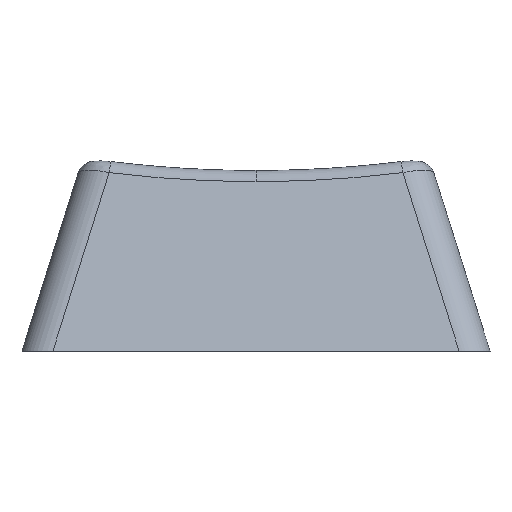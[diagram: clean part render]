
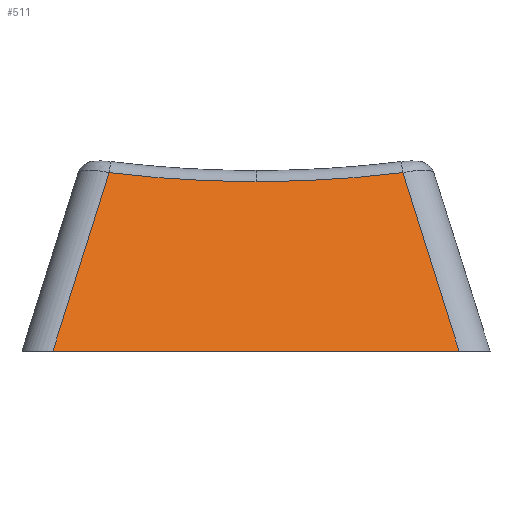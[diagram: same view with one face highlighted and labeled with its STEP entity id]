
A CAD part, left-side view. The second image highlights one B-rep face of the part: STEP entity #511.
In plain terms, the highlighted planar face has unit normal (-0.95, 0, 0.312).
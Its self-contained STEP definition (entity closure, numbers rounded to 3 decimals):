
#462=CARTESIAN_POINT('',(-55.746,86.2,2.671));
#463=DIRECTION('',(0.95,0.,-0.312));
#464=DIRECTION('',(-0.312,0.,-0.95));
#465=AXIS2_PLACEMENT_3D('',#462,#463,#464);
#466=PLANE('',#465);
#467=CARTESIAN_POINT('',(-56.625,78.388,0.));
#468=VERTEX_POINT('',#467);
#469=CARTESIAN_POINT('',(-54.368,80.554,6.861));
#470=VERTEX_POINT('',#469);
#471=CARTESIAN_POINT('',(-56.625,78.388,-0.));
#472=DIRECTION('',(0.299,0.287,0.91));
#473=VECTOR('',#472,7.541);
#474=LINE('',#471,#473);
#475=EDGE_CURVE('',#468,#470,#474,.T.);
#476=ORIENTED_EDGE('',*,*,#475,.T.);
#477=CARTESIAN_POINT('',(-54.482,86.2,6.514));
#478=VERTEX_POINT('',#477);
#479=CARTESIAN_POINT('',(-40.806,86.2,48.09));
#480=DIRECTION('',(0.95,0.,-0.312));
#481=DIRECTION('',(-0.312,0.,-0.95));
#482=AXIS2_PLACEMENT_3D('',#479,#480,#481);
#483=CIRCLE('',#482,43.768);
#484=EDGE_CURVE('',#470,#478,#483,.T.);
#485=ORIENTED_EDGE('',*,*,#484,.T.);
#486=CARTESIAN_POINT('',(-54.368,91.846,6.861));
#487=VERTEX_POINT('',#486);
#488=CARTESIAN_POINT('',(-40.806,86.2,48.09));
#489=DIRECTION('',(0.95,0.,-0.312));
#490=DIRECTION('',(-0.312,0.,-0.95));
#491=AXIS2_PLACEMENT_3D('',#488,#489,#490);
#492=CIRCLE('',#491,43.768);
#493=EDGE_CURVE('',#478,#487,#492,.T.);
#494=ORIENTED_EDGE('',*,*,#493,.T.);
#495=CARTESIAN_POINT('',(-56.625,94.012,0.));
#496=VERTEX_POINT('',#495);
#497=CARTESIAN_POINT('',(-54.368,91.846,6.861));
#498=DIRECTION('',(-0.299,0.287,-0.91));
#499=VECTOR('',#498,7.541);
#500=LINE('',#497,#499);
#501=EDGE_CURVE('',#487,#496,#500,.T.);
#502=ORIENTED_EDGE('',*,*,#501,.T.);
#503=CARTESIAN_POINT('',(-56.625,94.012,0.));
#504=DIRECTION('',(-0.,-1.,-0.));
#505=VECTOR('',#504,15.625);
#506=LINE('',#503,#505);
#507=EDGE_CURVE('',#496,#468,#506,.T.);
#508=ORIENTED_EDGE('',*,*,#507,.T.);
#509=EDGE_LOOP('',(#476,#485,#494,#502,#508));
#510=FACE_BOUND('',#509,.T.);
#511=ADVANCED_FACE('',(#510),#466,.F.);
